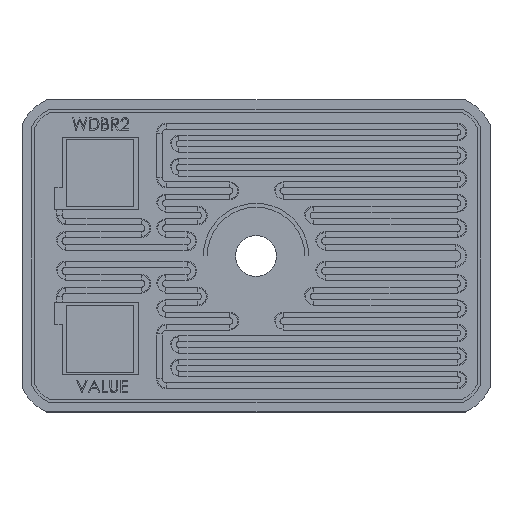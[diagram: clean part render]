
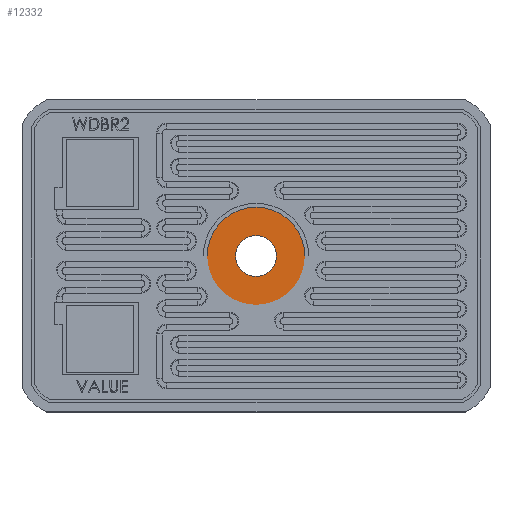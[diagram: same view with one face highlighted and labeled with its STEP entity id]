
A CAD part, top view. The second image highlights one B-rep face of the part: STEP entity #12332.
In plain terms, the highlighted planar face has unit normal (0, 0, 1).
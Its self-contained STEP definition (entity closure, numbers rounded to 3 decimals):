
#660 = AXIS2_PLACEMENT_3D ( 'NONE', #15650, #6452, #17202 ) ;
#918 = CARTESIAN_POINT ( 'NONE',  ( 14.025, -8.867, 0.9 ) ) ;
#2156 = EDGE_CURVE ( 'NONE', #18492, #18683, #5926, .T. ) ;
#2457 = DIRECTION ( 'NONE',  ( 1., 0., 0. ) ) ;
#4156 = EDGE_CURVE ( 'NONE', #18683, #18492, #10752, .T. ) ;
#4243 = EDGE_CURVE ( 'NONE', #16842, #14910, #17518, .T. ) ;
#4466 = DIRECTION ( 'NONE',  ( 1., 0., 0. ) ) ;
#5042 = ORIENTED_EDGE ( 'NONE', *, *, #2156, .F. ) ;
#5059 = DIRECTION ( 'NONE',  ( 0., 0., -1. ) ) ;
#5781 = AXIS2_PLACEMENT_3D ( 'NONE', #14243, #5059, #15783 ) ;
#5867 = FACE_BOUND ( 'NONE', #17083, .T. ) ;
#5926 = CIRCLE ( 'NONE', #10487, 2.65 ) ;
#6349 = CARTESIAN_POINT ( 'NONE',  ( 16.675, -8.867, 0.9 ) ) ;
#6452 = DIRECTION ( 'NONE',  ( 0., 0., 1. ) ) ;
#7246 = ORIENTED_EDGE ( 'NONE', *, *, #4156, .F. ) ;
#8783 = EDGE_CURVE ( 'NONE', #14910, #16842, #15428, .T. ) ;
#8802 = CARTESIAN_POINT ( 'NONE',  ( 14.025, -8.867, 0.9 ) ) ;
#8999 = ORIENTED_EDGE ( 'NONE', *, *, #4243, .F. ) ;
#9927 = FACE_OUTER_BOUND ( 'NONE', #16787, .T. ) ;
#10042 = AXIS2_PLACEMENT_3D ( 'NONE', #10497, #13608, #4466 ) ;
#10487 = AXIS2_PLACEMENT_3D ( 'NONE', #8802, #15359, #18015 ) ;
#10497 = CARTESIAN_POINT ( 'NONE',  ( 0., 0., 0.9 ) ) ;
#10502 = AXIS2_PLACEMENT_3D ( 'NONE', #918, #11619, #2457 ) ;
#10752 = CIRCLE ( 'NONE', #660, 2.65 ) ;
#11092 = CARTESIAN_POINT ( 'NONE',  ( 7.675, -8.867, 0.9 ) ) ;
#11619 = DIRECTION ( 'NONE',  ( 0., 0., -1. ) ) ;
#12054 = CARTESIAN_POINT ( 'NONE',  ( 11.375, -8.867, 0.9 ) ) ;
#12332 = ADVANCED_FACE ( 'NONE', ( #5867, #9927 ), #19745, .T. ) ;
#13448 = ORIENTED_EDGE ( 'NONE', *, *, #8783, .F. ) ;
#13608 = DIRECTION ( 'NONE',  ( 0., 0., 1. ) ) ;
#14243 = CARTESIAN_POINT ( 'NONE',  ( 14.025, -8.867, 0.9 ) ) ;
#14910 = VERTEX_POINT ( 'NONE', #11092 ) ;
#15359 = DIRECTION ( 'NONE',  ( 0., 0., 1. ) ) ;
#15428 = CIRCLE ( 'NONE', #10502, 6.35 ) ;
#15650 = CARTESIAN_POINT ( 'NONE',  ( 14.025, -8.867, 0.9 ) ) ;
#15783 = DIRECTION ( 'NONE',  ( 1., 0., 0. ) ) ;
#16787 = EDGE_LOOP ( 'NONE', ( #13448, #8999 ) ) ;
#16842 = VERTEX_POINT ( 'NONE', #19436 ) ;
#17083 = EDGE_LOOP ( 'NONE', ( #7246, #5042 ) ) ;
#17202 = DIRECTION ( 'NONE',  ( 1., 0., 0. ) ) ;
#17518 = CIRCLE ( 'NONE', #5781, 6.35 ) ;
#18015 = DIRECTION ( 'NONE',  ( 1., 0., 0. ) ) ;
#18492 = VERTEX_POINT ( 'NONE', #12054 ) ;
#18683 = VERTEX_POINT ( 'NONE', #6349 ) ;
#19436 = CARTESIAN_POINT ( 'NONE',  ( 20.375, -8.867, 0.9 ) ) ;
#19745 = PLANE ( 'NONE',  #10042 ) ;
